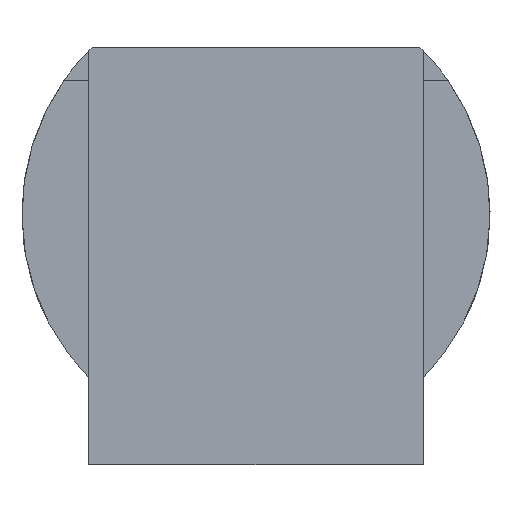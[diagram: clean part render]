
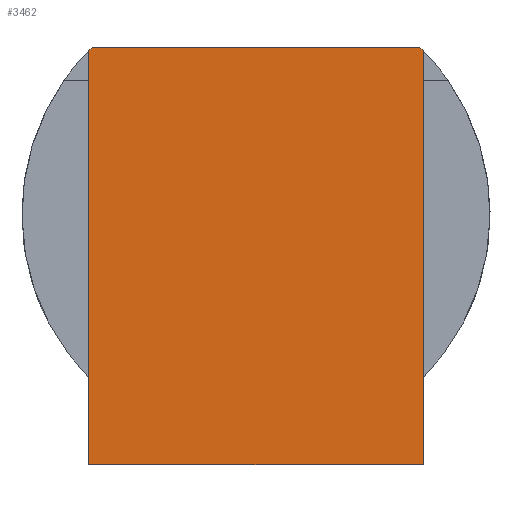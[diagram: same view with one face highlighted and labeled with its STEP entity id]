
A CAD part, left-side view. The second image highlights one B-rep face of the part: STEP entity #3462.
In plain terms, the highlighted planar face has unit normal (-1, 0, 0).
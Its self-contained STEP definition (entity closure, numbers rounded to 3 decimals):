
#262=CIRCLE('',#3773,14.);
#264=CIRCLE('',#3776,14.);
#470=FACE_OUTER_BOUND('',#701,.T.);
#701=EDGE_LOOP('',(#2972,#2973,#2974,#2975,#2976,#2977));
#1010=LINE('',#6087,#1326);
#1016=LINE('',#6103,#1332);
#1017=LINE('',#6105,#1333);
#1018=LINE('',#6107,#1334);
#1326=VECTOR('',#4632,10.);
#1332=VECTOR('',#4650,10.);
#1333=VECTOR('',#4653,10.);
#1334=VECTOR('',#4656,10.);
#1626=VERTEX_POINT('',#6066);
#1628=VERTEX_POINT('',#6070);
#1630=VERTEX_POINT('',#6075);
#1632=VERTEX_POINT('',#6079);
#1634=VERTEX_POINT('',#6085);
#1638=VERTEX_POINT('',#6101);
#2076=EDGE_CURVE('',#1626,#1628,#262,.T.);
#2080=EDGE_CURVE('',#1630,#1632,#264,.T.);
#2083=EDGE_CURVE('',#1632,#1634,#1010,.T.);
#2091=EDGE_CURVE('',#1634,#1638,#1016,.T.);
#2092=EDGE_CURVE('',#1628,#1630,#1017,.T.);
#2093=EDGE_CURVE('',#1638,#1626,#1018,.T.);
#2972=ORIENTED_EDGE('',*,*,#2080,.T.);
#2973=ORIENTED_EDGE('',*,*,#2083,.T.);
#2974=ORIENTED_EDGE('',*,*,#2091,.T.);
#2975=ORIENTED_EDGE('',*,*,#2093,.T.);
#2976=ORIENTED_EDGE('',*,*,#2076,.T.);
#2977=ORIENTED_EDGE('',*,*,#2092,.T.);
#3292=PLANE('',#3786);
#3462=ADVANCED_FACE('',(#470),#3292,.T.);
#3773=AXIS2_PLACEMENT_3D('',#6072,#4618,#4619);
#3776=AXIS2_PLACEMENT_3D('',#6081,#4626,#4627);
#3786=AXIS2_PLACEMENT_3D('',#6108,#4657,#4658);
#4618=DIRECTION('center_axis',(-1.,0.,0.));
#4619=DIRECTION('ref_axis',(0.,0.821,0.571));
#4626=DIRECTION('center_axis',(-1.,0.,0.));
#4627=DIRECTION('ref_axis',(0.,0.821,0.571));
#4632=DIRECTION('',(0.,0.,-1.));
#4650=DIRECTION('',(0.,-1.,0.));
#4653=DIRECTION('',(0.,1.,0.));
#4656=DIRECTION('',(0.,0.,1.));
#4657=DIRECTION('center_axis',(-1.,0.,0.));
#4658=DIRECTION('ref_axis',(0.,0.,1.));
#6066=CARTESIAN_POINT('',(-55.,-10.,15.798));
#6070=CARTESIAN_POINT('',(-55.,-9.798,16.));
#6072=CARTESIAN_POINT('Origin',(-55.,0.,6.));
#6075=CARTESIAN_POINT('',(-55.,9.798,16.));
#6079=CARTESIAN_POINT('',(-55.,10.,15.798));
#6081=CARTESIAN_POINT('Origin',(-55.,0.,6.));
#6085=CARTESIAN_POINT('',(-55.,10.,-9.));
#6087=CARTESIAN_POINT('',(-55.,10.,16.));
#6101=CARTESIAN_POINT('',(-55.,-10.,-9.));
#6103=CARTESIAN_POINT('',(-55.,10.,-9.));
#6105=CARTESIAN_POINT('',(-55.,-10.,16.));
#6107=CARTESIAN_POINT('',(-55.,-10.,-9.));
#6108=CARTESIAN_POINT('Origin',(-55.,0.,3.5));
